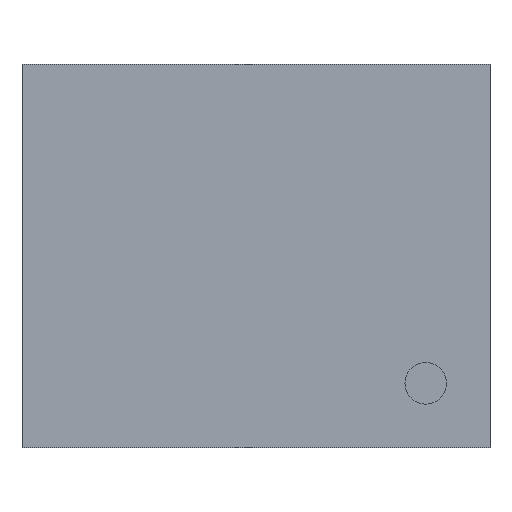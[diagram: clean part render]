
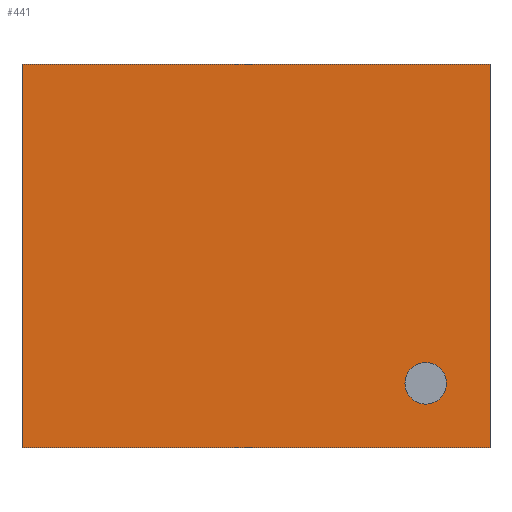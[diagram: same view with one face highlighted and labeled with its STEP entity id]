
A CAD part, front view. The second image highlights one B-rep face of the part: STEP entity #441.
In plain terms, the highlighted planar face has unit normal (0, -1, 0).
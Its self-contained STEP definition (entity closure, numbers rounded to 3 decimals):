
#51=LINE('',#954,#63);
#55=LINE('',#963,#67);
#58=LINE('',#969,#70);
#61=LINE('',#975,#73);
#63=VECTOR('',#818,1000.);
#67=VECTOR('',#824,1000.);
#70=VECTOR('',#829,1000.);
#73=VECTOR('',#834,1000.);
#80=PLANE('',#707);
#142=ORIENTED_EDGE('',*,*,#182,.T.);
#143=ORIENTED_EDGE('',*,*,#170,.F.);
#144=ORIENTED_EDGE('',*,*,#180,.F.);
#145=ORIENTED_EDGE('',*,*,#177,.F.);
#146=ORIENTED_EDGE('',*,*,#174,.F.);
#170=EDGE_CURVE('',#204,#205,#51,.T.);
#174=EDGE_CURVE('',#205,#208,#55,.T.);
#177=EDGE_CURVE('',#208,#210,#58,.T.);
#180=EDGE_CURVE('',#210,#204,#61,.T.);
#182=EDGE_CURVE('',#212,#212,#254,.T.);
#204=VERTEX_POINT('',#955);
#205=VERTEX_POINT('',#956);
#208=VERTEX_POINT('',#964);
#210=VERTEX_POINT('',#970);
#212=VERTEX_POINT('',#980);
#254=CIRCLE('',#708,0.086);
#301=EDGE_LOOP('',(#142));
#302=EDGE_LOOP('',(#143,#144,#145,#146));
#351=FACE_BOUND('',#301,.T.);
#352=FACE_BOUND('',#302,.T.);
#441=ADVANCED_FACE('',(#351,#352),#80,.F.);
#707=AXIS2_PLACEMENT_3D('',#978,#838,#839);
#708=AXIS2_PLACEMENT_3D('',#979,#840,#841);
#818=DIRECTION('',(1.,0.,0.));
#824=DIRECTION('',(0.,0.,-1.));
#829=DIRECTION('',(-1.,0.,0.));
#834=DIRECTION('',(0.,0.,1.));
#838=DIRECTION('',(0.,1.,0.));
#839=DIRECTION('',(0.,0.,1.));
#840=DIRECTION('',(0.,1.,0.));
#841=DIRECTION('',(1.,0.,0.));
#954=CARTESIAN_POINT('',(-0.965,0.,0.79));
#955=CARTESIAN_POINT('',(-0.965,0.,0.79));
#956=CARTESIAN_POINT('',(0.965,0.,0.79));
#963=CARTESIAN_POINT('',(0.965,0.,0.79));
#964=CARTESIAN_POINT('',(0.965,0.,-0.79));
#969=CARTESIAN_POINT('',(0.965,0.,-0.79));
#970=CARTESIAN_POINT('',(-0.965,0.,-0.79));
#975=CARTESIAN_POINT('',(-0.965,0.,-0.79));
#978=CARTESIAN_POINT('',(0.,0.,0.));
#979=CARTESIAN_POINT('',(0.7,0.,-0.525));
#980=CARTESIAN_POINT('',(0.786,0.,-0.525));
